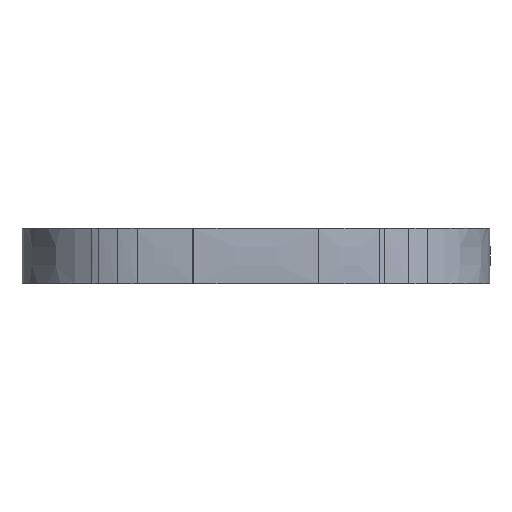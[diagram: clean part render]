
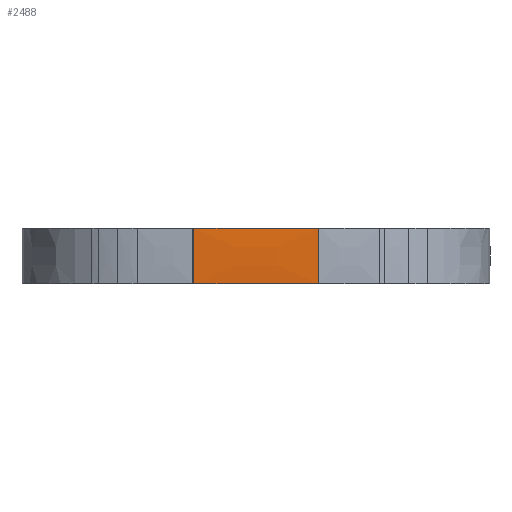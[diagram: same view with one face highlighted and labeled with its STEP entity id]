
A CAD part, left-side view. The second image highlights one B-rep face of the part: STEP entity #2488.
In plain terms, the highlighted face is a extrusion surface.
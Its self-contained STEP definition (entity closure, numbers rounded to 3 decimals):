
#2392 = SURFACE_OF_LINEAR_EXTRUSION('',#2393,#2398);
#2393 = B_SPLINE_CURVE_WITH_KNOTS('',3,(#2394,#2395,#2396,#2397),
  .UNSPECIFIED.,.F.,.F.,(4,4),(0.,1.),.PIECEWISE_BEZIER_KNOTS.);
#2394 = CARTESIAN_POINT('',(21.746,-142.458,0.));
#2395 = CARTESIAN_POINT('',(21.722,-142.745,0.));
#2396 = CARTESIAN_POINT('',(21.699,-143.031,0.));
#2397 = CARTESIAN_POINT('',(21.699,-143.317,0.));
#2398 = VECTOR('',#2399,1.);
#2399 = DIRECTION('',(-0.,-0.,-1.));
#2427 = VERTEX_POINT('',#2428);
#2428 = CARTESIAN_POINT('',(21.699,-143.317,40.));
#2443 = EDGE_CURVE('',#2444,#2427,#2446,.T.);
#2444 = VERTEX_POINT('',#2445);
#2445 = CARTESIAN_POINT('',(21.699,-143.317,0.));
#2446 = SURFACE_CURVE('',#2447,(#2451,#2458),.PCURVE_S1.);
#2447 = LINE('',#2448,#2449);
#2448 = CARTESIAN_POINT('',(21.699,-143.317,0.));
#2449 = VECTOR('',#2450,1.);
#2450 = DIRECTION('',(0.,0.,1.));
#2451 = PCURVE('',#2392,#2452);
#2452 = DEFINITIONAL_REPRESENTATION('',(#2453),#2457);
#2453 = LINE('',#2454,#2455);
#2454 = CARTESIAN_POINT('',(1.,0.));
#2455 = VECTOR('',#2456,1.);
#2456 = DIRECTION('',(0.,-1.));
#2457 = ( GEOMETRIC_REPRESENTATION_CONTEXT(2) 
PARAMETRIC_REPRESENTATION_CONTEXT() REPRESENTATION_CONTEXT('2D SPACE',''
  ) );
#2458 = PCURVE('',#2459,#2467);
#2459 = SURFACE_OF_LINEAR_EXTRUSION('',#2460,#2465);
#2460 = B_SPLINE_CURVE_WITH_KNOTS('',3,(#2461,#2462,#2463,#2464),
  .UNSPECIFIED.,.F.,.F.,(4,4),(0.,1.),.PIECEWISE_BEZIER_KNOTS.);
#2461 = CARTESIAN_POINT('',(21.699,-143.317,0.));
#2462 = CARTESIAN_POINT('',(20.697,-173.074,0.));
#2463 = CARTESIAN_POINT('',(20.697,-202.855,0.));
#2464 = CARTESIAN_POINT('',(21.722,-232.589,0.));
#2465 = VECTOR('',#2466,1.);
#2466 = DIRECTION('',(-0.,-0.,-1.));
#2467 = DEFINITIONAL_REPRESENTATION('',(#2468),#2472);
#2468 = LINE('',#2469,#2470);
#2469 = CARTESIAN_POINT('',(0.,0.));
#2470 = VECTOR('',#2471,1.);
#2471 = DIRECTION('',(0.,-1.));
#2472 = ( GEOMETRIC_REPRESENTATION_CONTEXT(2) 
PARAMETRIC_REPRESENTATION_CONTEXT() REPRESENTATION_CONTEXT('2D SPACE',''
  ) );
#2488 = ADVANCED_FACE('',(#2489),#2459,.T.);
#2489 = FACE_BOUND('',#2490,.T.);
#2490 = EDGE_LOOP('',(#2491,#2492,#2509,#2540));
#2491 = ORIENTED_EDGE('',*,*,#2443,.T.);
#2492 = ORIENTED_EDGE('',*,*,#2493,.T.);
#2493 = EDGE_CURVE('',#2427,#2494,#2496,.T.);
#2494 = VERTEX_POINT('',#2495);
#2495 = CARTESIAN_POINT('',(21.722,-232.589,40.));
#2496 = SURFACE_CURVE('',#2497,(#2502),.PCURVE_S1.);
#2497 = B_SPLINE_CURVE_WITH_KNOTS('',3,(#2498,#2499,#2500,#2501),
  .UNSPECIFIED.,.F.,.F.,(4,4),(0.,1.),.PIECEWISE_BEZIER_KNOTS.);
#2498 = CARTESIAN_POINT('',(21.699,-143.317,40.));
#2499 = CARTESIAN_POINT('',(20.697,-173.074,40.));
#2500 = CARTESIAN_POINT('',(20.697,-202.855,40.));
#2501 = CARTESIAN_POINT('',(21.722,-232.589,40.));
#2502 = PCURVE('',#2459,#2503);
#2503 = DEFINITIONAL_REPRESENTATION('',(#2504),#2508);
#2504 = LINE('',#2505,#2506);
#2505 = CARTESIAN_POINT('',(0.,-40.));
#2506 = VECTOR('',#2507,1.);
#2507 = DIRECTION('',(1.,0.));
#2508 = ( GEOMETRIC_REPRESENTATION_CONTEXT(2) 
PARAMETRIC_REPRESENTATION_CONTEXT() REPRESENTATION_CONTEXT('2D SPACE',''
  ) );
#2509 = ORIENTED_EDGE('',*,*,#2510,.F.);
#2510 = EDGE_CURVE('',#2511,#2494,#2513,.T.);
#2511 = VERTEX_POINT('',#2512);
#2512 = CARTESIAN_POINT('',(21.722,-232.589,0.));
#2513 = SURFACE_CURVE('',#2514,(#2518,#2525),.PCURVE_S1.);
#2514 = LINE('',#2515,#2516);
#2515 = CARTESIAN_POINT('',(21.722,-232.589,0.));
#2516 = VECTOR('',#2517,1.);
#2517 = DIRECTION('',(0.,0.,1.));
#2518 = PCURVE('',#2459,#2519);
#2519 = DEFINITIONAL_REPRESENTATION('',(#2520),#2524);
#2520 = LINE('',#2521,#2522);
#2521 = CARTESIAN_POINT('',(1.,0.));
#2522 = VECTOR('',#2523,1.);
#2523 = DIRECTION('',(0.,-1.));
#2524 = ( GEOMETRIC_REPRESENTATION_CONTEXT(2) 
PARAMETRIC_REPRESENTATION_CONTEXT() REPRESENTATION_CONTEXT('2D SPACE',''
  ) );
#2525 = PCURVE('',#2526,#2534);
#2526 = SURFACE_OF_LINEAR_EXTRUSION('',#2527,#2532);
#2527 = B_SPLINE_CURVE_WITH_KNOTS('',3,(#2528,#2529,#2530,#2531),
  .UNSPECIFIED.,.F.,.F.,(4,4),(0.,1.),.PIECEWISE_BEZIER_KNOTS.);
#2528 = CARTESIAN_POINT('',(21.722,-232.589,0.));
#2529 = CARTESIAN_POINT('',(22.509,-247.133,0.));
#2530 = CARTESIAN_POINT('',(24.154,-261.583,0.));
#2531 = CARTESIAN_POINT('',(26.658,-275.937,0.));
#2532 = VECTOR('',#2533,1.);
#2533 = DIRECTION('',(-0.,-0.,-1.));
#2534 = DEFINITIONAL_REPRESENTATION('',(#2535),#2539);
#2535 = LINE('',#2536,#2537);
#2536 = CARTESIAN_POINT('',(0.,0.));
#2537 = VECTOR('',#2538,1.);
#2538 = DIRECTION('',(0.,-1.));
#2539 = ( GEOMETRIC_REPRESENTATION_CONTEXT(2) 
PARAMETRIC_REPRESENTATION_CONTEXT() REPRESENTATION_CONTEXT('2D SPACE',''
  ) );
#2540 = ORIENTED_EDGE('',*,*,#2541,.F.);
#2541 = EDGE_CURVE('',#2444,#2511,#2542,.T.);
#2542 = SURFACE_CURVE('',#2543,(#2548),.PCURVE_S1.);
#2543 = B_SPLINE_CURVE_WITH_KNOTS('',3,(#2544,#2545,#2546,#2547),
  .UNSPECIFIED.,.F.,.F.,(4,4),(0.,1.),.PIECEWISE_BEZIER_KNOTS.);
#2544 = CARTESIAN_POINT('',(21.699,-143.317,0.));
#2545 = CARTESIAN_POINT('',(20.697,-173.074,0.));
#2546 = CARTESIAN_POINT('',(20.697,-202.855,0.));
#2547 = CARTESIAN_POINT('',(21.722,-232.589,0.));
#2548 = PCURVE('',#2459,#2549);
#2549 = DEFINITIONAL_REPRESENTATION('',(#2550),#2554);
#2550 = LINE('',#2551,#2552);
#2551 = CARTESIAN_POINT('',(0.,0.));
#2552 = VECTOR('',#2553,1.);
#2553 = DIRECTION('',(1.,0.));
#2554 = ( GEOMETRIC_REPRESENTATION_CONTEXT(2) 
PARAMETRIC_REPRESENTATION_CONTEXT() REPRESENTATION_CONTEXT('2D SPACE',''
  ) );
